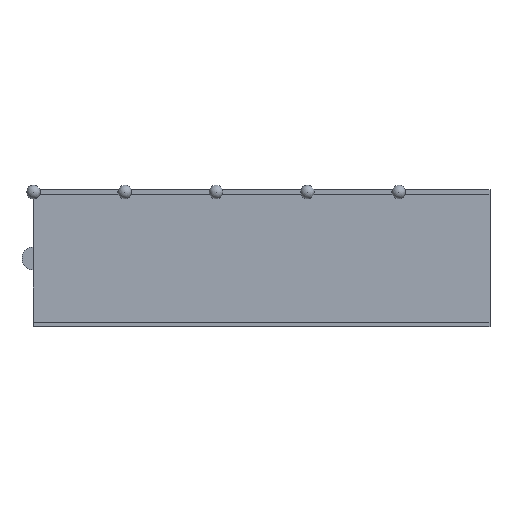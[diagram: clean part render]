
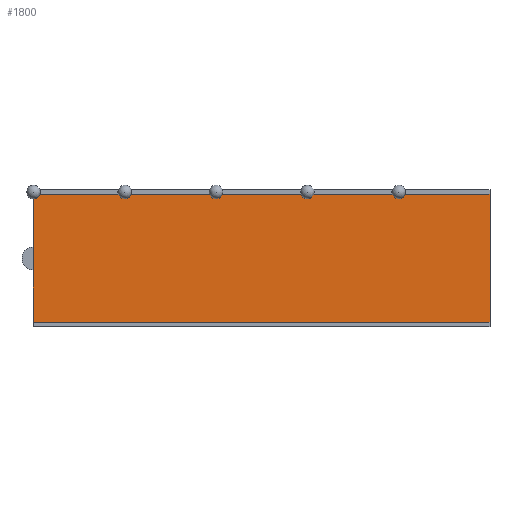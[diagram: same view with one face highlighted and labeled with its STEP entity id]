
A CAD part, top view. The second image highlights one B-rep face of the part: STEP entity #1800.
In plain terms, the highlighted planar face has unit normal (0, 0, 1).
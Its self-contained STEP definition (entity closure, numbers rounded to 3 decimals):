
#213 = PLANE('',#214);
#214 = AXIS2_PLACEMENT_3D('',#215,#216,#217);
#215 = CARTESIAN_POINT('',(0.,28.,55.));
#216 = DIRECTION('',(0.,1.,0.));
#217 = DIRECTION('',(1.,0.,0.));
#241 = PLANE('',#242);
#242 = AXIS2_PLACEMENT_3D('',#243,#244,#245);
#243 = CARTESIAN_POINT('',(200.,28.,55.));
#244 = DIRECTION('',(-1.,0.,0.));
#245 = DIRECTION('',(0.,1.,0.));
#551 = PLANE('',#552);
#552 = AXIS2_PLACEMENT_3D('',#553,#554,#555);
#553 = CARTESIAN_POINT('',(0.,30.,55.));
#554 = DIRECTION('',(1.,0.,-0.));
#555 = DIRECTION('',(0.,-1.,0.));
#616 = VERTEX_POINT('',#617);
#617 = CARTESIAN_POINT('',(200.,28.,55.));
#720 = VERTEX_POINT('',#721);
#721 = CARTESIAN_POINT('',(200.,-28.,55.));
#735 = PLANE('',#736);
#736 = AXIS2_PLACEMENT_3D('',#737,#738,#739);
#737 = CARTESIAN_POINT('',(200.,-28.,55.));
#738 = DIRECTION('',(0.,-1.,0.));
#739 = DIRECTION('',(-1.,0.,0.));
#747 = EDGE_CURVE('',#720,#616,#748,.T.);
#748 = SURFACE_CURVE('',#749,(#753,#760),.PCURVE_S1.);
#749 = LINE('',#750,#751);
#750 = CARTESIAN_POINT('',(200.,-30.,55.));
#751 = VECTOR('',#752,1.);
#752 = DIRECTION('',(0.,1.,0.));
#753 = PCURVE('',#241,#754);
#754 = DEFINITIONAL_REPRESENTATION('',(#755),#759);
#755 = LINE('',#756,#757);
#756 = CARTESIAN_POINT('',(-58.,0.));
#757 = VECTOR('',#758,1.);
#758 = DIRECTION('',(1.,0.));
#759 = ( GEOMETRIC_REPRESENTATION_CONTEXT(2) 
PARAMETRIC_REPRESENTATION_CONTEXT() REPRESENTATION_CONTEXT('2D SPACE',''
  ) );
#760 = PCURVE('',#761,#766);
#761 = PLANE('',#762);
#762 = AXIS2_PLACEMENT_3D('',#763,#764,#765);
#763 = CARTESIAN_POINT('',(100.,0.,55.));
#764 = DIRECTION('',(0.,0.,1.));
#765 = DIRECTION('',(1.,0.,-0.));
#766 = DEFINITIONAL_REPRESENTATION('',(#767),#771);
#767 = LINE('',#768,#769);
#768 = CARTESIAN_POINT('',(100.,-30.));
#769 = VECTOR('',#770,1.);
#770 = DIRECTION('',(0.,1.));
#771 = ( GEOMETRIC_REPRESENTATION_CONTEXT(2) 
PARAMETRIC_REPRESENTATION_CONTEXT() REPRESENTATION_CONTEXT('2D SPACE',''
  ) );
#776 = EDGE_CURVE('',#777,#616,#779,.T.);
#777 = VERTEX_POINT('',#778);
#778 = CARTESIAN_POINT('',(0.,28.,55.));
#779 = SURFACE_CURVE('',#780,(#784,#791),.PCURVE_S1.);
#780 = LINE('',#781,#782);
#781 = CARTESIAN_POINT('',(0.,28.,55.));
#782 = VECTOR('',#783,1.);
#783 = DIRECTION('',(1.,0.,0.));
#784 = PCURVE('',#213,#785);
#785 = DEFINITIONAL_REPRESENTATION('',(#786),#790);
#786 = LINE('',#787,#788);
#787 = CARTESIAN_POINT('',(0.,0.));
#788 = VECTOR('',#789,1.);
#789 = DIRECTION('',(1.,0.));
#790 = ( GEOMETRIC_REPRESENTATION_CONTEXT(2) 
PARAMETRIC_REPRESENTATION_CONTEXT() REPRESENTATION_CONTEXT('2D SPACE',''
  ) );
#791 = PCURVE('',#761,#792);
#792 = DEFINITIONAL_REPRESENTATION('',(#793),#797);
#793 = LINE('',#794,#795);
#794 = CARTESIAN_POINT('',(-100.,28.));
#795 = VECTOR('',#796,1.);
#796 = DIRECTION('',(1.,0.));
#797 = ( GEOMETRIC_REPRESENTATION_CONTEXT(2) 
PARAMETRIC_REPRESENTATION_CONTEXT() REPRESENTATION_CONTEXT('2D SPACE',''
  ) );
#1347 = EDGE_CURVE('',#777,#1348,#1350,.T.);
#1348 = VERTEX_POINT('',#1349);
#1349 = CARTESIAN_POINT('',(0.,-28.,55.));
#1350 = SURFACE_CURVE('',#1351,(#1355,#1362),.PCURVE_S1.);
#1351 = LINE('',#1352,#1353);
#1352 = CARTESIAN_POINT('',(0.,30.,55.));
#1353 = VECTOR('',#1354,1.);
#1354 = DIRECTION('',(0.,-1.,0.));
#1355 = PCURVE('',#551,#1356);
#1356 = DEFINITIONAL_REPRESENTATION('',(#1357),#1361);
#1357 = LINE('',#1358,#1359);
#1358 = CARTESIAN_POINT('',(0.,0.));
#1359 = VECTOR('',#1360,1.);
#1360 = DIRECTION('',(1.,0.));
#1361 = ( GEOMETRIC_REPRESENTATION_CONTEXT(2) 
PARAMETRIC_REPRESENTATION_CONTEXT() REPRESENTATION_CONTEXT('2D SPACE',''
  ) );
#1362 = PCURVE('',#761,#1363);
#1363 = DEFINITIONAL_REPRESENTATION('',(#1364),#1368);
#1364 = LINE('',#1365,#1366);
#1365 = CARTESIAN_POINT('',(-100.,30.));
#1366 = VECTOR('',#1367,1.);
#1367 = DIRECTION('',(0.,-1.));
#1368 = ( GEOMETRIC_REPRESENTATION_CONTEXT(2) 
PARAMETRIC_REPRESENTATION_CONTEXT() REPRESENTATION_CONTEXT('2D SPACE',''
  ) );
#1780 = EDGE_CURVE('',#720,#1348,#1781,.T.);
#1781 = SURFACE_CURVE('',#1782,(#1786,#1793),.PCURVE_S1.);
#1782 = LINE('',#1783,#1784);
#1783 = CARTESIAN_POINT('',(200.,-28.,55.));
#1784 = VECTOR('',#1785,1.);
#1785 = DIRECTION('',(-1.,0.,0.));
#1786 = PCURVE('',#735,#1787);
#1787 = DEFINITIONAL_REPRESENTATION('',(#1788),#1792);
#1788 = LINE('',#1789,#1790);
#1789 = CARTESIAN_POINT('',(0.,-0.));
#1790 = VECTOR('',#1791,1.);
#1791 = DIRECTION('',(1.,0.));
#1792 = ( GEOMETRIC_REPRESENTATION_CONTEXT(2) 
PARAMETRIC_REPRESENTATION_CONTEXT() REPRESENTATION_CONTEXT('2D SPACE',''
  ) );
#1793 = PCURVE('',#761,#1794);
#1794 = DEFINITIONAL_REPRESENTATION('',(#1795),#1799);
#1795 = LINE('',#1796,#1797);
#1796 = CARTESIAN_POINT('',(100.,-28.));
#1797 = VECTOR('',#1798,1.);
#1798 = DIRECTION('',(-1.,0.));
#1799 = ( GEOMETRIC_REPRESENTATION_CONTEXT(2) 
PARAMETRIC_REPRESENTATION_CONTEXT() REPRESENTATION_CONTEXT('2D SPACE',''
  ) );
#1800 = ADVANCED_FACE('',(#1801),#761,.T.);
#1801 = FACE_BOUND('',#1802,.T.);
#1802 = EDGE_LOOP('',(#1803,#1804,#1805,#1806));
#1803 = ORIENTED_EDGE('',*,*,#1347,.T.);
#1804 = ORIENTED_EDGE('',*,*,#1780,.F.);
#1805 = ORIENTED_EDGE('',*,*,#747,.T.);
#1806 = ORIENTED_EDGE('',*,*,#776,.F.);
